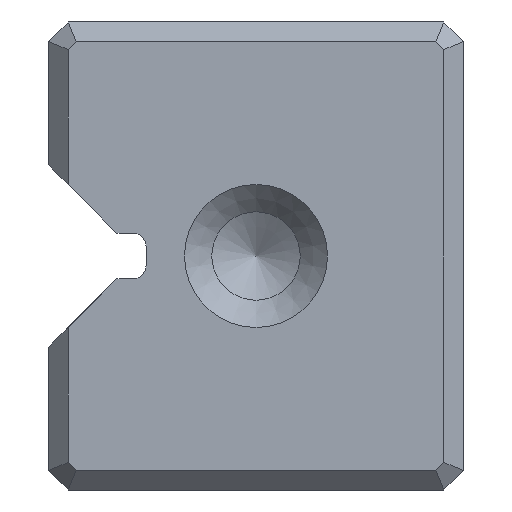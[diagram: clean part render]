
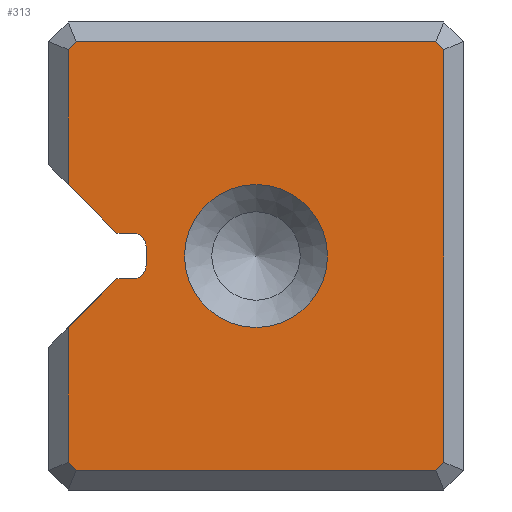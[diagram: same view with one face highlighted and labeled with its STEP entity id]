
A CAD part, left-side view. The second image highlights one B-rep face of the part: STEP entity #313.
In plain terms, the highlighted planar face has unit normal (-1, 0, 0).
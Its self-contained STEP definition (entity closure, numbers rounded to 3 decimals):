
#118=FACE_BOUND('',#492,.T.);
#119=FACE_BOUND('',#493,.T.);
#255=CIRCLE('',#1403,5.5);
#256=CIRCLE('',#1404,1.);
#257=CIRCLE('',#1405,1.);
#313=ADVANCED_FACE('',(#118,#119),#405,.F.);
#405=PLANE('',#1406);
#492=EDGE_LOOP('',(#709));
#493=EDGE_LOOP('',(#710,#711,#712,#713,#714,#715,#716,#717,#718,#719,#720,
#721,#722,#723,#724,#725));
#709=ORIENTED_EDGE('',*,*,#1124,.T.);
#710=ORIENTED_EDGE('',*,*,#1075,.F.);
#711=ORIENTED_EDGE('',*,*,#1125,.T.);
#712=ORIENTED_EDGE('',*,*,#1126,.T.);
#713=ORIENTED_EDGE('',*,*,#1127,.T.);
#714=ORIENTED_EDGE('',*,*,#1128,.T.);
#715=ORIENTED_EDGE('',*,*,#1129,.T.);
#716=ORIENTED_EDGE('',*,*,#1130,.T.);
#717=ORIENTED_EDGE('',*,*,#1131,.T.);
#718=ORIENTED_EDGE('',*,*,#1132,.T.);
#719=ORIENTED_EDGE('',*,*,#1133,.T.);
#720=ORIENTED_EDGE('',*,*,#1090,.F.);
#721=ORIENTED_EDGE('',*,*,#1088,.F.);
#722=ORIENTED_EDGE('',*,*,#1134,.T.);
#723=ORIENTED_EDGE('',*,*,#1082,.F.);
#724=ORIENTED_EDGE('',*,*,#1135,.T.);
#725=ORIENTED_EDGE('',*,*,#1079,.F.);
#954=VERTEX_POINT('',#1988);
#955=VERTEX_POINT('',#1990);
#958=VERTEX_POINT('',#1998);
#960=VERTEX_POINT('',#2004);
#961=VERTEX_POINT('',#2005);
#966=VERTEX_POINT('',#2016);
#967=VERTEX_POINT('',#2018);
#968=VERTEX_POINT('',#2022);
#997=VERTEX_POINT('',#2089);
#998=VERTEX_POINT('',#2091);
#999=VERTEX_POINT('',#2093);
#1000=VERTEX_POINT('',#2095);
#1001=VERTEX_POINT('',#2097);
#1002=VERTEX_POINT('',#2099);
#1003=VERTEX_POINT('',#2101);
#1004=VERTEX_POINT('',#2103);
#1005=VERTEX_POINT('',#2105);
#1075=EDGE_CURVE('',#954,#955,#1217,.T.);
#1079=EDGE_CURVE('',#955,#958,#1221,.T.);
#1082=EDGE_CURVE('',#960,#961,#1224,.T.);
#1088=EDGE_CURVE('',#966,#967,#1230,.T.);
#1090=EDGE_CURVE('',#967,#968,#1232,.T.);
#1124=EDGE_CURVE('',#997,#997,#255,.T.);
#1125=EDGE_CURVE('',#954,#998,#1253,.T.);
#1126=EDGE_CURVE('',#998,#999,#1254,.T.);
#1127=EDGE_CURVE('',#999,#1000,#1255,.T.);
#1128=EDGE_CURVE('',#1000,#1001,#1256,.T.);
#1129=EDGE_CURVE('',#1001,#1002,#1257,.T.);
#1130=EDGE_CURVE('',#1002,#1003,#1258,.T.);
#1131=EDGE_CURVE('',#1003,#1004,#1259,.T.);
#1132=EDGE_CURVE('',#1004,#1005,#1260,.T.);
#1133=EDGE_CURVE('',#1005,#968,#1261,.T.);
#1134=EDGE_CURVE('',#966,#961,#256,.T.);
#1135=EDGE_CURVE('',#960,#958,#257,.T.);
#1217=LINE('',#1989,#1299);
#1221=LINE('',#1997,#1303);
#1224=LINE('',#2003,#1306);
#1230=LINE('',#2017,#1312);
#1232=LINE('',#2021,#1314);
#1253=LINE('',#2090,#1335);
#1254=LINE('',#2092,#1336);
#1255=LINE('',#2094,#1337);
#1256=LINE('',#2096,#1338);
#1257=LINE('',#2098,#1339);
#1258=LINE('',#2100,#1340);
#1259=LINE('',#2102,#1341);
#1260=LINE('',#2104,#1342);
#1261=LINE('',#2106,#1343);
#1299=VECTOR('',#1572,1.);
#1303=VECTOR('',#1578,1.);
#1306=VECTOR('',#1583,1.);
#1312=VECTOR('',#1591,1.);
#1314=VECTOR('',#1595,1.);
#1335=VECTOR('',#1652,1.);
#1336=VECTOR('',#1653,1.);
#1337=VECTOR('',#1654,1.);
#1338=VECTOR('',#1655,1.);
#1339=VECTOR('',#1656,1.);
#1340=VECTOR('',#1657,1.);
#1341=VECTOR('',#1658,1.);
#1342=VECTOR('',#1659,1.);
#1343=VECTOR('',#1660,1.);
#1403=AXIS2_PLACEMENT_3D('',#2088,#1650,#1651);
#1404=AXIS2_PLACEMENT_3D('',#2107,#1661,#1662);
#1405=AXIS2_PLACEMENT_3D('',#2108,#1663,#1664);
#1406=AXIS2_PLACEMENT_3D('',#2109,#1665,#1666);
#1572=DIRECTION('',(0.,-0.707,0.707));
#1578=DIRECTION('',(0.,-1.,0.));
#1583=DIRECTION('',(0.,0.,1.));
#1591=DIRECTION('',(0.,1.,0.));
#1595=DIRECTION('',(0.,0.707,0.707));
#1650=DIRECTION('',(1.,0.,0.));
#1651=DIRECTION('',(0.,0.,-1.));
#1652=DIRECTION('',(0.,0.,-1.));
#1653=DIRECTION('',(0.,-0.707,-0.707));
#1654=DIRECTION('',(0.,-1.,0.));
#1655=DIRECTION('',(0.,-0.707,0.707));
#1656=DIRECTION('',(0.,0.,1.));
#1657=DIRECTION('',(0.,0.707,0.707));
#1658=DIRECTION('',(0.,1.,0.));
#1659=DIRECTION('',(0.,0.707,-0.707));
#1660=DIRECTION('',(0.,0.,-1.));
#1661=DIRECTION('',(1.,0.,0.));
#1662=DIRECTION('',(0.,0.,-1.));
#1663=DIRECTION('',(1.,0.,0.));
#1664=DIRECTION('',(0.,0.,-1.));
#1665=DIRECTION('',(1.,0.,0.));
#1666=DIRECTION('',(0.,0.,-1.));
#1988=CARTESIAN_POINT('',(-500.,14.45,12.493));
#1989=CARTESIAN_POINT('',(-500.,15.95,10.993));
#1990=CARTESIAN_POINT('',(-500.,10.693,16.25));
#1997=CARTESIAN_POINT('',(-500.,10.693,16.25));
#1998=CARTESIAN_POINT('',(-500.,9.45,16.25));
#2003=CARTESIAN_POINT('',(-500.,8.45,16.25));
#2004=CARTESIAN_POINT('',(-500.,8.45,17.25));
#2005=CARTESIAN_POINT('',(-500.,8.45,18.75));
#2016=CARTESIAN_POINT('',(-500.,9.45,19.75));
#2017=CARTESIAN_POINT('',(-500.,8.45,19.75));
#2018=CARTESIAN_POINT('',(-500.,10.693,19.75));
#2021=CARTESIAN_POINT('',(-500.,10.693,19.75));
#2022=CARTESIAN_POINT('',(-500.,14.45,23.507));
#2088=CARTESIAN_POINT('',(-500.,0.,18.));
#2089=CARTESIAN_POINT('',(-500.,0.,12.5));
#2090=CARTESIAN_POINT('',(-500.,14.45,0.));
#2091=CARTESIAN_POINT('',(-500.,14.45,2.121));
#2092=CARTESIAN_POINT('',(-500.,13.389,1.061));
#2093=CARTESIAN_POINT('',(-500.,13.829,1.5));
#2094=CARTESIAN_POINT('',(-500.,0.,1.5));
#2095=CARTESIAN_POINT('',(-500.,-13.829,1.5));
#2096=CARTESIAN_POINT('',(-500.,-14.889,2.561));
#2097=CARTESIAN_POINT('',(-500.,-14.45,2.121));
#2098=CARTESIAN_POINT('',(-500.,-14.45,0.));
#2099=CARTESIAN_POINT('',(-500.,-14.45,33.879));
#2100=CARTESIAN_POINT('',(-500.,-13.389,34.939));
#2101=CARTESIAN_POINT('',(-500.,-13.829,34.5));
#2102=CARTESIAN_POINT('',(-500.,0.,34.5));
#2103=CARTESIAN_POINT('',(-500.,13.829,34.5));
#2104=CARTESIAN_POINT('',(-500.,14.889,33.439));
#2105=CARTESIAN_POINT('',(-500.,14.45,33.879));
#2106=CARTESIAN_POINT('',(-500.,14.45,0.));
#2107=CARTESIAN_POINT('',(-500.,9.45,18.75));
#2108=CARTESIAN_POINT('',(-500.,9.45,17.25));
#2109=CARTESIAN_POINT('',(-500.,0.,0.));
